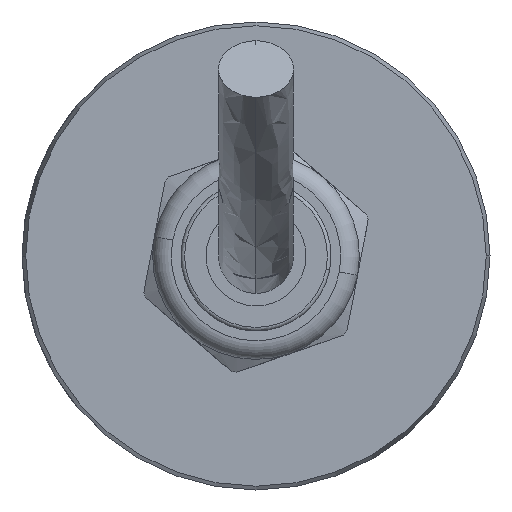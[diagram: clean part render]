
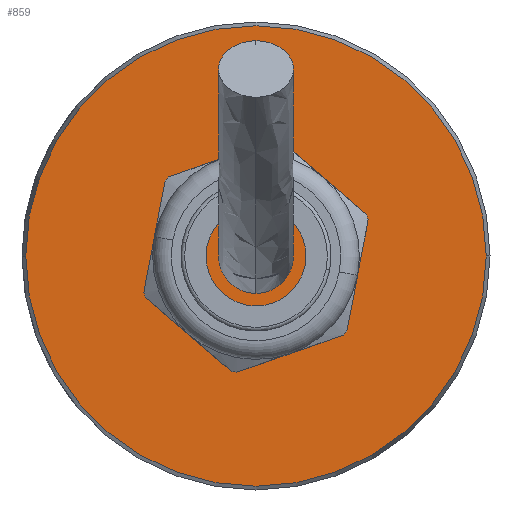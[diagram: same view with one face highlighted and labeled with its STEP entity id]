
A CAD part, left-side view. The second image highlights one B-rep face of the part: STEP entity #859.
In plain terms, the highlighted planar face has unit normal (-1, 0, 0).
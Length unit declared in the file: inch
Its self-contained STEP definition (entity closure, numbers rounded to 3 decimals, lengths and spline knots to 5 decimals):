
#45 = DIRECTION ( 'NONE',  ( 0., 1., 0. ) ) ;
#240 = CIRCLE ( 'NONE', #3838, 0.96843 ) ;
#255 = EDGE_CURVE ( 'NONE', #1206, #4565, #2748, .T. ) ;
#389 = CARTESIAN_POINT ( 'NONE',  ( 0., 0., 0. ) ) ;
#767 = PLANE ( 'NONE',  #3514 ) ;
#859 = ADVANCED_FACE ( 'NONE', ( #4610 ), #767, .T. ) ;
#1047 = DIRECTION ( 'NONE',  ( 1., 0., 0. ) ) ;
#1206 = VERTEX_POINT ( 'NONE', #4478 ) ;
#1770 = ORIENTED_EDGE ( 'NONE', *, *, #255, .F. ) ;
#1889 = AXIS2_PLACEMENT_3D ( 'NONE', #2470, #1047, #4366 ) ;
#2119 = DIRECTION ( 'NONE',  ( 0., 0., 1. ) ) ;
#2470 = CARTESIAN_POINT ( 'NONE',  ( 0., 0., 0. ) ) ;
#2515 = DIRECTION ( 'NONE',  ( -1., 0., 0. ) ) ;
#2541 = CARTESIAN_POINT ( 'NONE',  ( 0., 0.98425, 0. ) ) ;
#2566 = CARTESIAN_POINT ( 'NONE',  ( 0., -0.96843, 0. ) ) ;
#2748 = CIRCLE ( 'NONE', #1889, 0.96843 ) ;
#3063 = ORIENTED_EDGE ( 'NONE', *, *, #4730, .F. ) ;
#3514 = AXIS2_PLACEMENT_3D ( 'NONE', #2541, #2515, #2119 ) ;
#3771 = EDGE_LOOP ( 'NONE', ( #1770, #3063 ) ) ;
#3838 = AXIS2_PLACEMENT_3D ( 'NONE', #389, #4062, #45 ) ;
#4062 = DIRECTION ( 'NONE',  ( 1., 0., 0. ) ) ;
#4366 = DIRECTION ( 'NONE',  ( 0., 1., 0. ) ) ;
#4478 = CARTESIAN_POINT ( 'NONE',  ( 0., 0.96843, 0. ) ) ;
#4565 = VERTEX_POINT ( 'NONE', #2566 ) ;
#4610 = FACE_OUTER_BOUND ( 'NONE', #3771, .T. ) ;
#4730 = EDGE_CURVE ( 'NONE', #4565, #1206, #240, .T. ) ;
